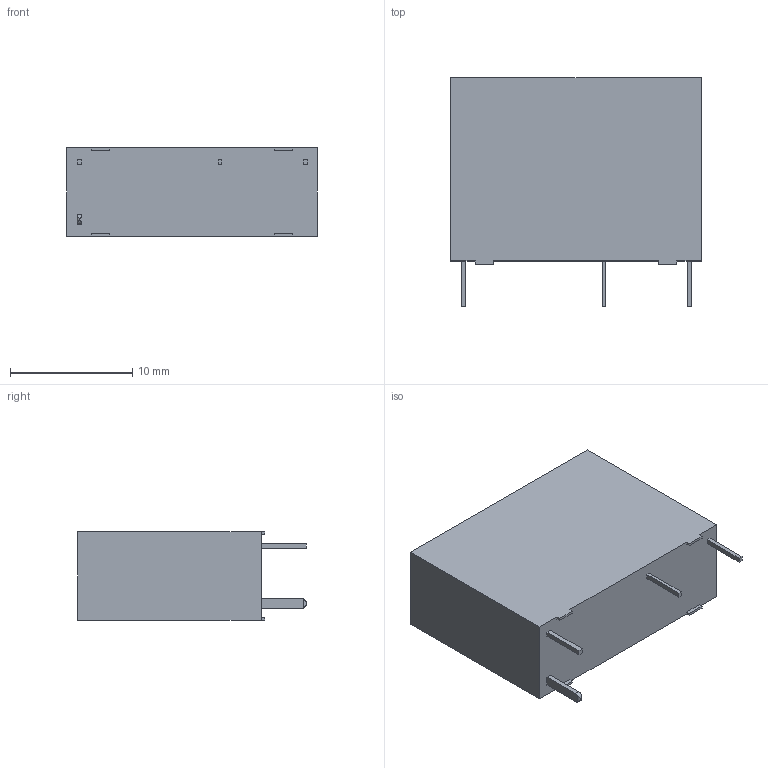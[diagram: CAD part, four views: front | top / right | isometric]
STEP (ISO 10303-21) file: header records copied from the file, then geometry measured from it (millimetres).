
FILE_DESCRIPTION (( 'STEP AP214' ), '1' );
FILE_NAME ('G5NB-1A-E-SP DC12.STEP', '2022-07-15T10:41:42', ( '' ), ( '' ), 'SwSTEP 2.0', 'SolidWorks 2018', '' );
FILE_SCHEMA (( 'AUTOMOTIVE_DESIGN' ));
Length unit declared in the file: millimetre
Products named in the file (1): G5NB-1A-E-SP DC12
Bounding box: 20.5 x 18.7 x 7.2 mm (x, y, z)
Volume: 2217 mm3; surface area: 1156.5 mm2
Topology: 5 solids, 5 shells, 49 faces, 116 edges, 77 vertices
Faces by surface type: plane 45, cylinder 4
Entity records: 2007 total; most frequent: CARTESIAN_POINT 263, ORIENTED_EDGE 232, DIRECTION 216, EDGE_CURVE 116, VECTOR 108, LINE 108, VERTEX_POINT 77, UNCERTAINTY_MEASURE_WITH_UNIT 56
